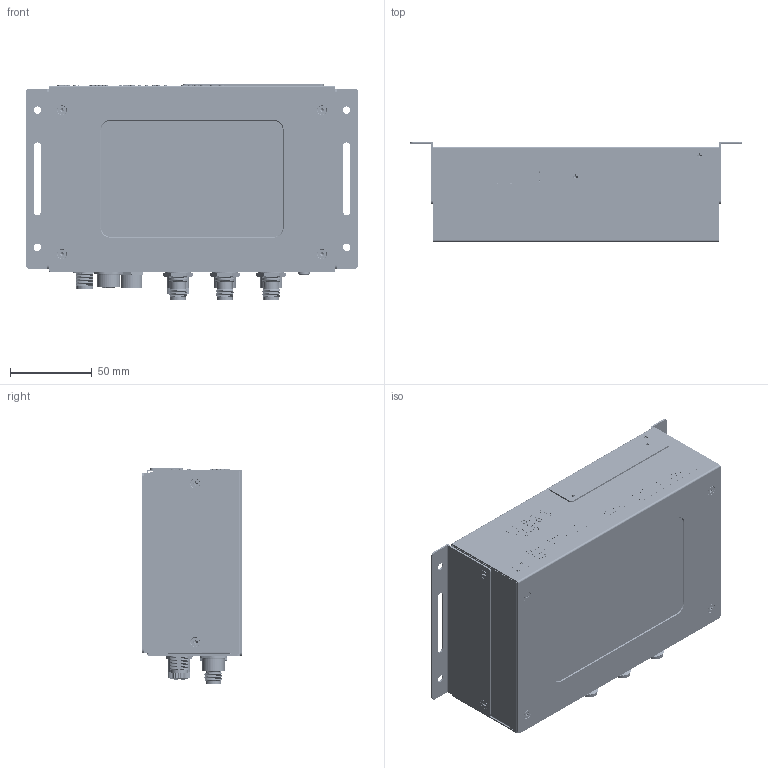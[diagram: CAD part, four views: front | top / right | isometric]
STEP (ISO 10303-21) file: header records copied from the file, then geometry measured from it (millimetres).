
FILE_DESCRIPTION (( 'STEP AP203' ), '1' );
FILE_NAME ('VMC-2019-03-2-00.STEP', '2019-06-28T09:39:08', ( '' ), ( '' ), 'SwSTEP 2.0', 'SolidWorks 2018', '' );
FILE_SCHEMA (( 'CONFIG_CONTROL_DESIGN' ));
Length unit declared in the file: millimetre
Products named in the file (22): VMC-2019-03-2-02; Power_konektor; ETH_konektor; VMC-2019-03-2-03; USB_konektor; IO_konektor; VMC-2019-03-2-00; Konektor_AM-88-UT10A; Svìtlovod LED_2; RS232_konektor; VMC-2019-03-2-01-1; hexa csunk flathd screw_iso_ISO 14581 M3x5x5-N; VMC-2019-03-2-03-2; Šroub_uzemòovací_M4; VMC-2019-03-2-01; VMC-2019-03-2-01-3; Svìtlovod LED_3; VMC-2019-03-2-01-2; Zátka pro konektory M12; countersunk flat head cross recess screw_iso_ISO 7046-1 - M3 x 5 - Z - 5N; VMC-2019-03-2-04; VMC-2019-03-2-03-1
Assembly tree (41 placements, depth 3):
  VMC-2019-03-2-00
    VMC-2019-03-2-01
      VMC-2019-03-2-01-1
      VMC-2019-03-2-01-2  x2
      VMC-2019-03-2-01-3  x2
    VMC-2019-03-2-02  x2
    VMC-2019-03-2-03
      VMC-2019-03-2-03-1
      VMC-2019-03-2-03-2
    VMC-2019-03-2-04
    countersunk flat head cross recess screw_iso_ISO 7046-1 - M3 x 5 - Z - 5N  x6
    hexa csunk flathd screw_iso_ISO 14581 M3x5x5-N  x6
    Konektor_AM-88-UT10A  x3
    Svìtlovod LED_2  x4
    Svìtlovod LED_3  x2
    ETH_konektor  x2
    Power_konektor
    IO_konektor
    USB_konektor
    RS232_konektor
    Šroub_uzemòovací_M4
    Zátka pro konektory M12
Bounding box: 203 x 61.2 x 132.2 mm (x, y, z)
Volume: 122378.1 mm3; surface area: 221494.4 mm2
Topology: 56 solids, 56 shells, 6018 faces, 15805 edges, 10141 vertices
Faces by surface type: plane 2997, cylinder 1477, bspline 807, cone 474, torus 251, sphere 12
Entity records: 203666 total; most frequent: CARTESIAN_POINT 93634, ORIENTED_EDGE 23926, DIRECTION 19555, EDGE_CURVE 11963, VERTEX_POINT 7744, LINE 7183, VECTOR 7183, AXIS2_PLACEMENT_3D 6186
